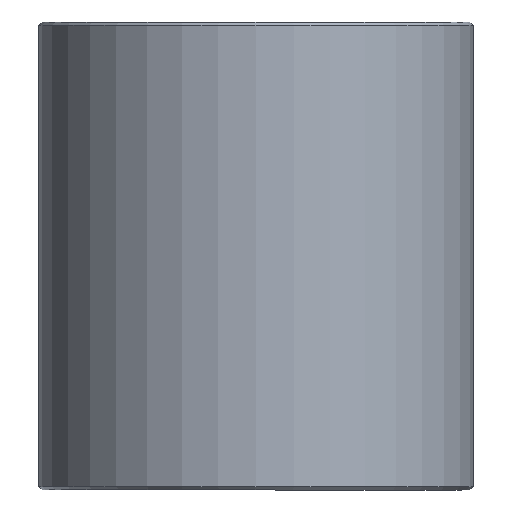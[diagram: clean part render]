
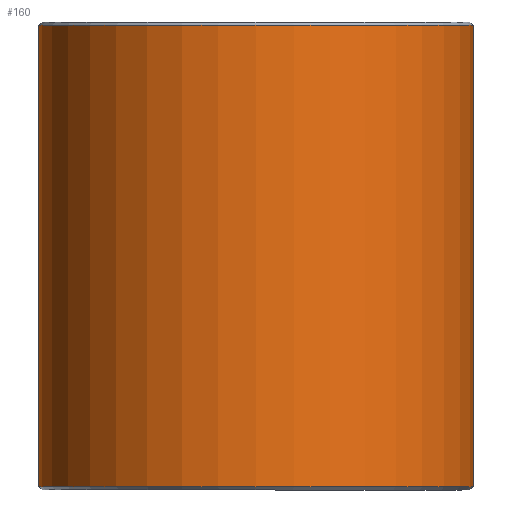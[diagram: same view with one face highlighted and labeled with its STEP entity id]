
A CAD part, front view. The second image highlights one B-rep face of the part: STEP entity #160.
In plain terms, the highlighted cylindrical face has radius 65 mm (diameter 130 mm), a full revolution.
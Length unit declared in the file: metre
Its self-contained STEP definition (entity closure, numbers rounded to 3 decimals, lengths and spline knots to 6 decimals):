
#160=ADVANCED_FACE('',(#186,#187),#188,.T.);
#186=FACE_OUTER_BOUND('',#2694,.T.);
#187=FACE_OUTER_BOUND('',#2695,.T.);
#188=CYLINDRICAL_SURFACE('',#2696,0.065);
#2694=EDGE_LOOP('',(#5227));
#2695=EDGE_LOOP('',(#5228));
#2696=AXIS2_PLACEMENT_3D('',#5229,#5230,#5231);
#5227=ORIENTED_EDGE('',*,*,#5272,.T.);
#5228=ORIENTED_EDGE('',*,*,#5273,.F.);
#5229=CARTESIAN_POINT('',(0.0,0.0,0.));
#5230=DIRECTION('',(0.0,0.,-1.0));
#5231=DIRECTION('',(0.0,1.0,0.));
#5272=EDGE_CURVE('',#5304,#5304,#5305,.T.);
#5273=EDGE_CURVE('',#5306,#5306,#5307,.T.);
#5304=VERTEX_POINT('',#5572);
#5305=CIRCLE('',#5573,0.065);
#5306=VERTEX_POINT('',#5574);
#5307=CIRCLE('',#5575,0.065);
#5572=CARTESIAN_POINT('',(0.0,0.065,0.139));
#5573=AXIS2_PLACEMENT_3D('',#5608,#5609,#5610);
#5574=CARTESIAN_POINT('',(0.0,0.065,0.001));
#5575=AXIS2_PLACEMENT_3D('',#5611,#5612,#5613);
#5608=CARTESIAN_POINT('',(0.0,0.,0.139));
#5609=DIRECTION('',(0.0,0.,-1.0));
#5610=DIRECTION('',(0.0,1.0,0.));
#5611=CARTESIAN_POINT('',(0.0,0.0,0.001));
#5612=DIRECTION('',(0.0,0.,-1.0));
#5613=DIRECTION('',(0.0,1.0,0.));
